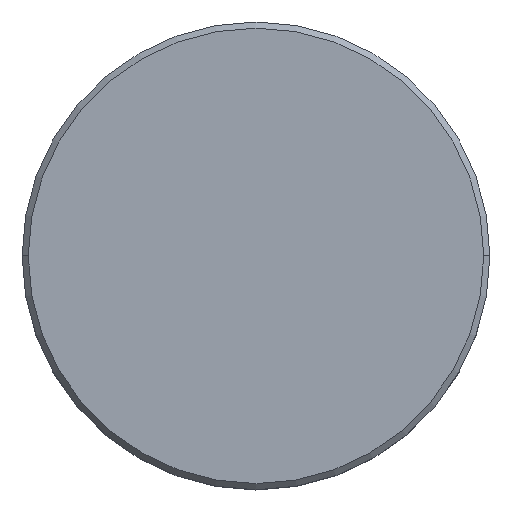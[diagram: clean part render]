
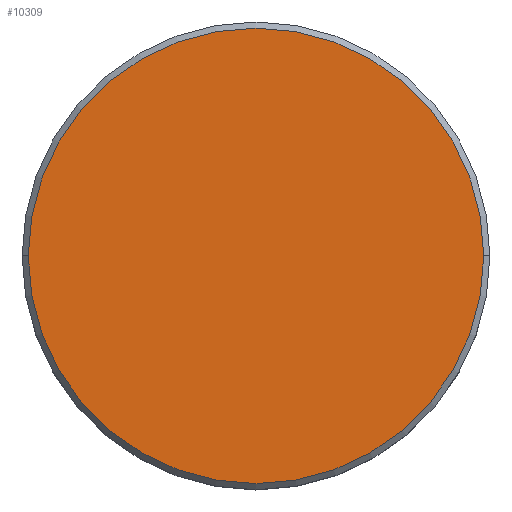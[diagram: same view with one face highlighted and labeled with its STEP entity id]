
A CAD part, top view. The second image highlights one B-rep face of the part: STEP entity #10309.
In plain terms, the highlighted planar face has unit normal (0, 0, 1).
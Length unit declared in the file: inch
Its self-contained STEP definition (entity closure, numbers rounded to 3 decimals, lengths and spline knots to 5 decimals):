
#299 = EDGE_CURVE ( 'NONE', #1846, #1849, #7848, .T. ) ;
#1162 = EDGE_LOOP ( 'NONE', ( #6316, #6279 ) ) ;
#1846 = VERTEX_POINT ( 'NONE', #5254 ) ;
#1849 = VERTEX_POINT ( 'NONE', #5257 ) ;
#2109 = CIRCLE ( 'NONE', #4902, 0.36417 ) ;
#3683 = CARTESIAN_POINT ( 'NONE',  ( 0., 0., 0.11811 ) ) ;
#3692 = PLANE ( 'NONE',  #6252 ) ;
#3801 = DIRECTION ( 'NONE',  ( 0., 0., 1. ) ) ;
#3803 = DIRECTION ( 'NONE',  ( 1., 0., 0. ) ) ;
#4515 = FACE_OUTER_BOUND ( 'NONE', #1162, .T. ) ;
#4902 = AXIS2_PLACEMENT_3D ( 'NONE', #9968, #9969, #9970 ) ;
#5254 = CARTESIAN_POINT ( 'NONE',  ( 0.36417, 0., 0.11811 ) ) ;
#5257 = CARTESIAN_POINT ( 'NONE',  ( -0.36417, 0., 0.11811 ) ) ;
#6252 = AXIS2_PLACEMENT_3D ( 'NONE', #3683, #3801, #3803 ) ;
#6279 = ORIENTED_EDGE ( 'NONE', *, *, #299, .T. ) ;
#6316 = ORIENTED_EDGE ( 'NONE', *, *, #10709, .T. ) ;
#7395 = CARTESIAN_POINT ( 'NONE',  ( 0., 0., 0.11811 ) ) ;
#7396 = DIRECTION ( 'NONE',  ( 0., 0., 1. ) ) ;
#7397 = DIRECTION ( 'NONE',  ( 1., 0., 0. ) ) ;
#7848 = CIRCLE ( 'NONE', #10847, 0.36417 ) ;
#9968 = CARTESIAN_POINT ( 'NONE',  ( 0., 0., 0.11811 ) ) ;
#9969 = DIRECTION ( 'NONE',  ( 0., 0., 1. ) ) ;
#9970 = DIRECTION ( 'NONE',  ( 1., 0., 0. ) ) ;
#10309 = ADVANCED_FACE ( 'NONE', ( #4515 ), #3692, .T. ) ;
#10709 = EDGE_CURVE ( 'NONE', #1849, #1846, #2109, .T. ) ;
#10847 = AXIS2_PLACEMENT_3D ( 'NONE', #7395, #7396, #7397 ) ;
